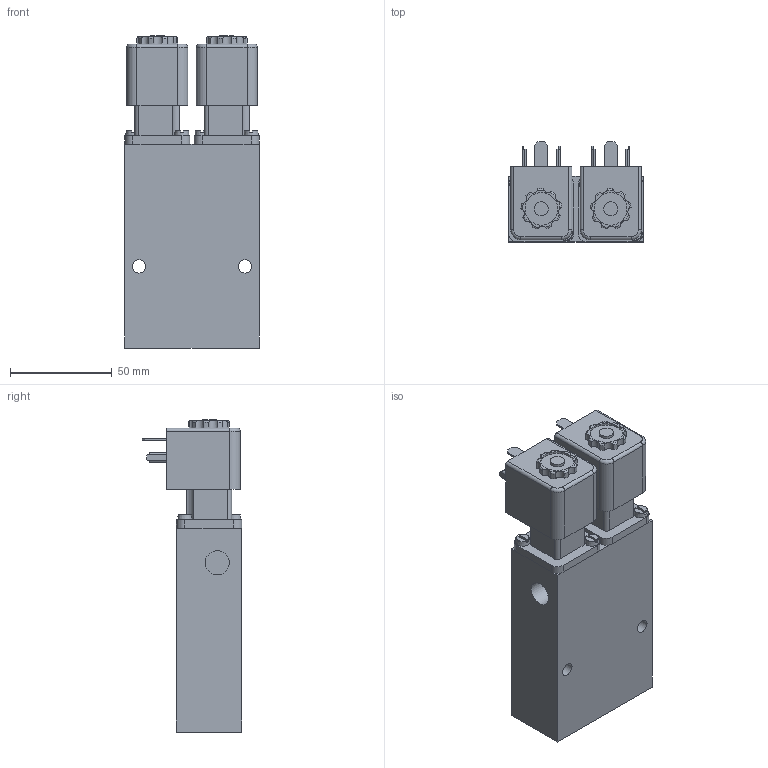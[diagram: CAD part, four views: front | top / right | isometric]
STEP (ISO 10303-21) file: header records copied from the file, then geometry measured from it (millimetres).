
FILE_DESCRIPTION((''),'2;1');
FILE_NAME('112 181 07.stp','2012-06-06T07:45:22',('HJ'),('AVAC Vacuumteknik AB'),'Autodesk Inventor 2012','Autodesk Inventor 2012','');
FILE_SCHEMA(('AUTOMOTIVE_DESIGN { 1 0 10303 214 1 1 1 1 }'));
Length unit declared in the file: millimetre
Products named in the file (1): 112 181 07
Bounding box: 66 x 48.8 x 153 mm (x, y, z)
Volume: 278679.2 mm3; surface area: 45385.7 mm2
Topology: 1 solids, 6 shells, 323 faces, 817 edges, 533 vertices
Faces by surface type: plane 167, cylinder 105, torus 30, cone 13, bspline 8
Full cylindrical faces by diameter (mm): 2.5 x2, 3.571 x4, 4 x4, 6.5 x2, 6.9 x2, 8 x1, 8.8 x2, 10.5 x2, 11.8 x1, 15.25 x1, 16 x2, 19 x1
Entity records: 10298 total; most frequent: CARTESIAN_POINT 2308, DIRECTION 1575, ORIENTED_EDGE 1534, EDGE_CURVE 767, AXIS2_PLACEMENT_3D 578, VERTEX_POINT 519, VECTOR 419, LINE 419
